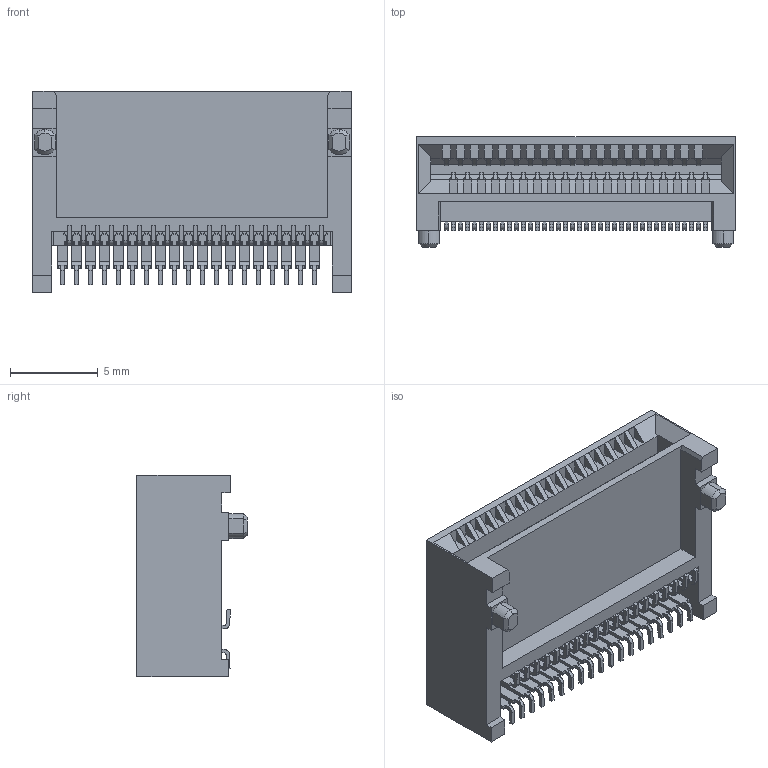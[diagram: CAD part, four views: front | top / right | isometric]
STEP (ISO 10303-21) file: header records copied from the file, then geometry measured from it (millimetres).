
FILE_DESCRIPTION (( 'STEP AP214' ), '1' );
FILE_NAME ('A112613-001.STEP', '2020-04-10T18:37:16', ( '' ), ( '' ), 'SwSTEP 2.0', 'SolidWorks 2018', '' );
FILE_SCHEMA (( 'AUTOMOTIVE_DESIGN' ));
Length unit declared in the file: millimetre
Products named in the file (2): A112613-001
Bounding box: 18.2 x 6.3 x 11.5 mm (x, y, z)
Volume: 534.2 mm3; surface area: 1272.6 mm2
Topology: 1 solids, 1 shells, 1972 faces, 5698 edges, 3770 vertices
Faces by surface type: bspline 1972
Entity records: 64639 total; most frequent: CARTESIAN_POINT 29274, ORIENTED_EDGE 11396, EDGE_CURVE 5698, B_SPLINE_CURVE_WITH_KNOTS 4516, VERTEX_POINT 3770, EDGE_LOOP 2090, ADVANCED_FACE 1972, FACE_OUTER_BOUND 1972
